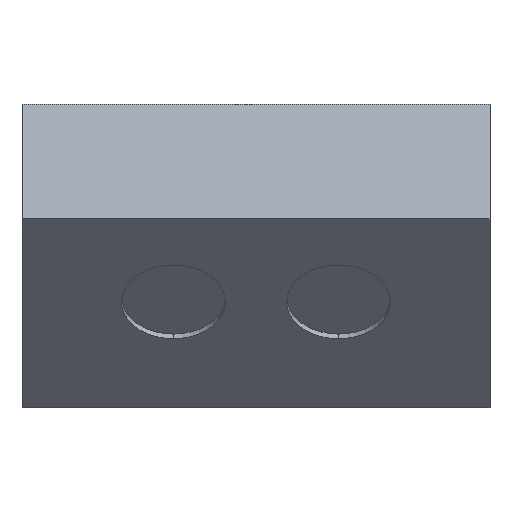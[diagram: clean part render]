
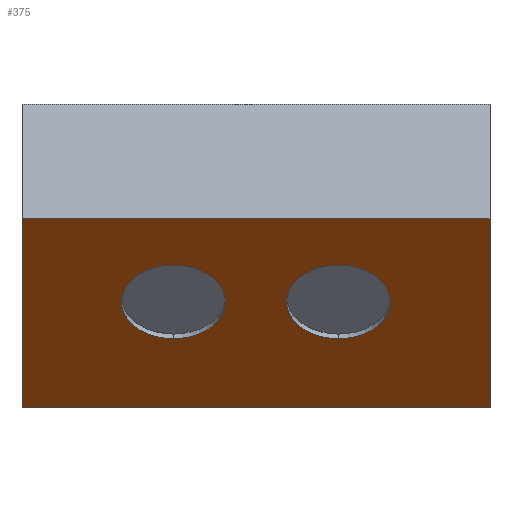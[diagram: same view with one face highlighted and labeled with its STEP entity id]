
A CAD part, top view. The second image highlights one B-rep face of the part: STEP entity #375.
In plain terms, the highlighted planar face has unit normal (0, -0.707, 0.707).
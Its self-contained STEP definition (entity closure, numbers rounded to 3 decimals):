
#226 = EDGE_CURVE ( 'NONE', #889, #762, #3489, .T. ) ;
#267 = EDGE_CURVE ( 'NONE', #763, #777, #2150, .T. ) ;
#375 = ADVANCED_FACE ( 'NONE', ( #1845, #1868, #1842 ), #1841, .F. ) ;
#470 = EDGE_CURVE ( 'NONE', #761, #883, #2525, .T. ) ;
#482 = EDGE_CURVE ( 'NONE', #800, #777, #1536, .T. ) ;
#484 = EDGE_CURVE ( 'NONE', #799, #800, #1530, .T. ) ;
#487 = EDGE_CURVE ( 'NONE', #799, #763, #1520, .T. ) ;
#489 = EDGE_CURVE ( 'NONE', #762, #889, #2556, .T. ) ;
#491 = EDGE_CURVE ( 'NONE', #883, #761, #2559, .T. ) ;
#510 = AXIS2_PLACEMENT_3D ( 'NONE', #1831, #1832, #1829 ) ;
#661 = DIRECTION ( 'NONE',  ( -1., 0., 0. ) ) ;
#662 = DIRECTION ( 'NONE',  ( 0., 0.707, -0.707 ) ) ;
#663 = CARTESIAN_POINT ( 'NONE',  ( 1.27, 1.264, 2.253 ) ) ;
#761 = VERTEX_POINT ( 'NONE', #2805 ) ;
#762 = VERTEX_POINT ( 'NONE', #2803 ) ;
#763 = VERTEX_POINT ( 'NONE', #2802 ) ;
#777 = VERTEX_POINT ( 'NONE', #2787 ) ;
#799 = VERTEX_POINT ( 'NONE', #2761 ) ;
#800 = VERTEX_POINT ( 'NONE', #2760 ) ;
#883 = VERTEX_POINT ( 'NONE', #2835 ) ;
#889 = VERTEX_POINT ( 'NONE', #2841 ) ;
#894 = EDGE_LOOP ( 'NONE', ( #1045, #1046, #1047, #1049 ) ) ;
#899 = EDGE_LOOP ( 'NONE', ( #1050, #1051 ) ) ;
#945 = EDGE_LOOP ( 'NONE', ( #1043, #1044 ) ) ;
#1043 = ORIENTED_EDGE ( 'NONE', *, *, #491, .T. ) ;
#1044 = ORIENTED_EDGE ( 'NONE', *, *, #470, .T. ) ;
#1045 = ORIENTED_EDGE ( 'NONE', *, *, #267, .T. ) ;
#1046 = ORIENTED_EDGE ( 'NONE', *, *, #482, .F. ) ;
#1047 = ORIENTED_EDGE ( 'NONE', *, *, #484, .F. ) ;
#1049 = ORIENTED_EDGE ( 'NONE', *, *, #487, .T. ) ;
#1050 = ORIENTED_EDGE ( 'NONE', *, *, #226, .T. ) ;
#1051 = ORIENTED_EDGE ( 'NONE', *, *, #489, .T. ) ;
#1517 = DIRECTION ( 'NONE',  ( 0., -0.707, -0.707 ) ) ;
#1518 = CARTESIAN_POINT ( 'NONE',  ( -3.6, 2.537, 3.525 ) ) ;
#1520 = LINE ( 'NONE', #1518, #2553 ) ;
#1527 = DIRECTION ( 'NONE',  ( 1., 0., 0. ) ) ;
#1528 = CARTESIAN_POINT ( 'NONE',  ( 3.6, 2.537, 3.525 ) ) ;
#1530 = LINE ( 'NONE', #1528, #2545 ) ;
#1534 = DIRECTION ( 'NONE',  ( 0., -0.707, -0.707 ) ) ;
#1535 = CARTESIAN_POINT ( 'NONE',  ( 3.6, 2.537, 3.525 ) ) ;
#1536 = LINE ( 'NONE', #1535, #2543 ) ;
#1582 = DIRECTION ( 'NONE',  ( -1., 0., 0. ) ) ;
#1583 = DIRECTION ( 'NONE',  ( 0., 0.707, -0.707 ) ) ;
#1584 = CARTESIAN_POINT ( 'NONE',  ( -1.27, 1.264, 2.253 ) ) ;
#1829 = DIRECTION ( 'NONE',  ( -1., 0., 0. ) ) ;
#1831 = CARTESIAN_POINT ( 'NONE',  ( 3.6, 2.537, 3.525 ) ) ;
#1832 = DIRECTION ( 'NONE',  ( 0., 0.707, -0.707 ) ) ;
#1841 = PLANE ( 'NONE',  #510 ) ;
#1842 = FACE_BOUND ( 'NONE', #899, .T. ) ;
#1845 = FACE_BOUND ( 'NONE', #945, .T. ) ;
#1868 = FACE_OUTER_BOUND ( 'NONE', #894, .T. ) ;
#2150 = LINE ( 'NONE', #2324, #2388 ) ;
#2263 = DIRECTION ( 'NONE',  ( 1., 0., 0. ) ) ;
#2324 = CARTESIAN_POINT ( 'NONE',  ( 3.6, -0.362, 0.626 ) ) ;
#2388 = VECTOR ( 'NONE', #2263, 1000. ) ;
#2525 = CIRCLE ( 'NONE', #2531, 0.8 ) ;
#2531 = AXIS2_PLACEMENT_3D ( 'NONE', #1584, #1583, #1582 ) ;
#2543 = VECTOR ( 'NONE', #1534, 1000. ) ;
#2545 = VECTOR ( 'NONE', #1527, 1000. ) ;
#2553 = VECTOR ( 'NONE', #1517, 1000. ) ;
#2556 = CIRCLE ( 'NONE', #2558, 0.8 ) ;
#2558 = AXIS2_PLACEMENT_3D ( 'NONE', #2804, #2799, #2798 ) ;
#2559 = CIRCLE ( 'NONE', #2561, 0.8 ) ;
#2561 = AXIS2_PLACEMENT_3D ( 'NONE', #2772, #2769, #2766 ) ;
#2760 = CARTESIAN_POINT ( 'NONE',  ( 3.6, 2.537, 3.525 ) ) ;
#2761 = CARTESIAN_POINT ( 'NONE',  ( -3.6, 2.537, 3.525 ) ) ;
#2766 = DIRECTION ( 'NONE',  ( -1., 0., 0. ) ) ;
#2769 = DIRECTION ( 'NONE',  ( 0., 0.707, -0.707 ) ) ;
#2772 = CARTESIAN_POINT ( 'NONE',  ( -1.27, 1.264, 2.253 ) ) ;
#2787 = CARTESIAN_POINT ( 'NONE',  ( 3.6, -0.362, 0.626 ) ) ;
#2798 = DIRECTION ( 'NONE',  ( -1., 0., 0. ) ) ;
#2799 = DIRECTION ( 'NONE',  ( 0., 0.707, -0.707 ) ) ;
#2802 = CARTESIAN_POINT ( 'NONE',  ( -3.6, -0.362, 0.626 ) ) ;
#2803 = CARTESIAN_POINT ( 'NONE',  ( 1.27, 1.83, 2.818 ) ) ;
#2804 = CARTESIAN_POINT ( 'NONE',  ( 1.27, 1.264, 2.253 ) ) ;
#2805 = CARTESIAN_POINT ( 'NONE',  ( -1.27, 1.83, 2.818 ) ) ;
#2835 = CARTESIAN_POINT ( 'NONE',  ( -1.27, 0.699, 1.687 ) ) ;
#2841 = CARTESIAN_POINT ( 'NONE',  ( 1.27, 0.699, 1.687 ) ) ;
#3489 = CIRCLE ( 'NONE', #3490, 0.8 ) ;
#3490 = AXIS2_PLACEMENT_3D ( 'NONE', #663, #662, #661 ) ;
